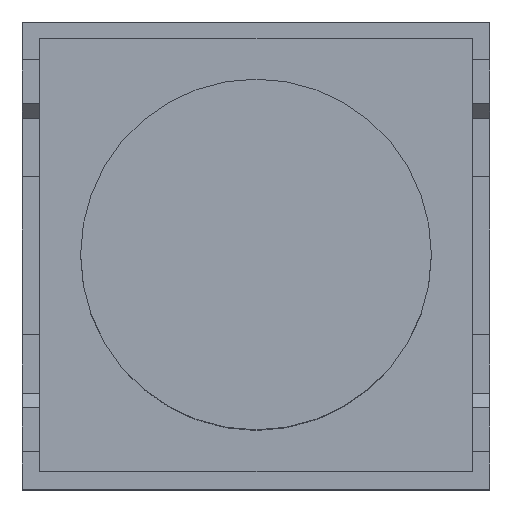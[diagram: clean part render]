
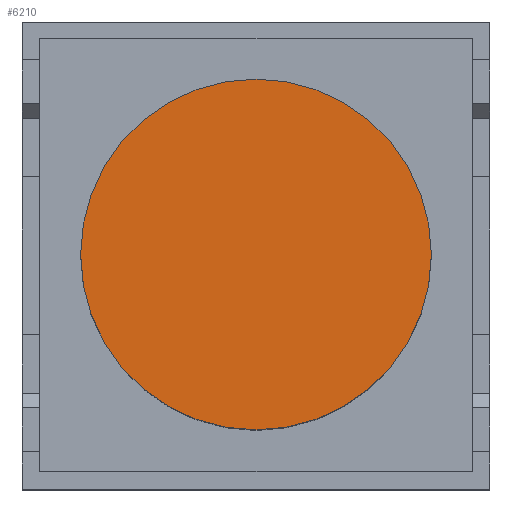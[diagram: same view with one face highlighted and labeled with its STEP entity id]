
A CAD part, top view. The second image highlights one B-rep face of the part: STEP entity #6210.
In plain terms, the highlighted planar face has unit normal (0, 0, 1).
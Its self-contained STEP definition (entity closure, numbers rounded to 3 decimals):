
#56=PLANE('',#6566);
#2110=FACE_OUTER_BOUND('',#2443,.T.);
#2443=EDGE_LOOP('',(#4430));
#2793=CIRCLE('',#6556,3.);
#2870=VERTEX_POINT('',#8627);
#3469=EDGE_CURVE('',#2870,#2870,#2793,.T.);
#4430=ORIENTED_EDGE('',*,*,#3469,.T.);
#6210=ADVANCED_FACE('',(#2110),#56,.T.);
#6556=AXIS2_PLACEMENT_3D('',#8629,#6976,#6977);
#6566=AXIS2_PLACEMENT_3D('',#8671,#7016,#7017);
#6976=DIRECTION('center_axis',(0.,0.,
1.));
#6977=DIRECTION('ref_axis',(1.,0.,0.));
#7016=DIRECTION('center_axis',(0.,0.,
1.));
#7017=DIRECTION('ref_axis',(0.,-1.,0.));
#8627=CARTESIAN_POINT('',(-3.,0.,16.2));
#8629=CARTESIAN_POINT('Origin',(0.,0.,
16.2));
#8671=CARTESIAN_POINT('Origin',(0.,0.,
16.2));
